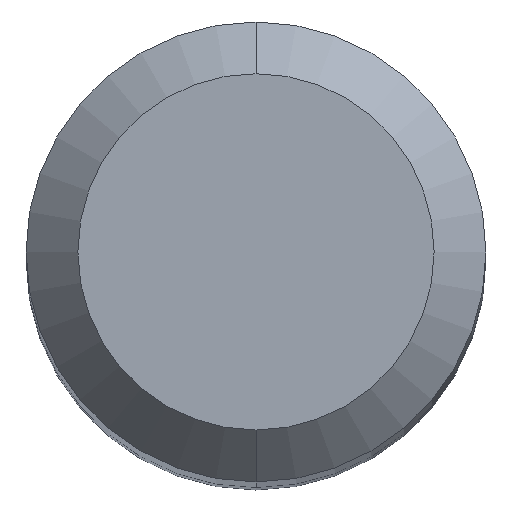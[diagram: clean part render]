
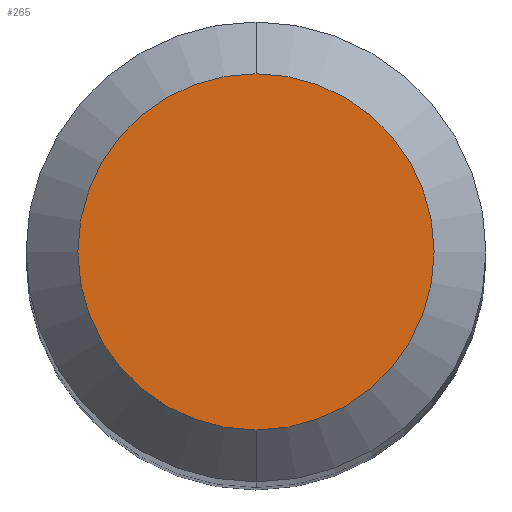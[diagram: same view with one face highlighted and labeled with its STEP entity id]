
A CAD part, top view. The second image highlights one B-rep face of the part: STEP entity #265.
In plain terms, the highlighted planar face has unit normal (0, 0, 1).
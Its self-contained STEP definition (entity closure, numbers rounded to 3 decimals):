
#1 = DIRECTION ( 'NONE',  ( 0., 0., -1. ) ) ;
#26 = ORIENTED_EDGE ( 'NONE', *, *, #219, .F. ) ;
#27 = DIRECTION ( 'NONE',  ( 0., 1., 0. ) ) ;
#47 = DIRECTION ( 'NONE',  ( 0., 1., 0. ) ) ;
#66 = AXIS2_PLACEMENT_3D ( 'NONE', #306, #223, #27 ) ;
#73 = DIRECTION ( 'NONE',  ( 0., 0., -1. ) ) ;
#79 = DIRECTION ( 'NONE',  ( 0., 1., 0. ) ) ;
#88 = ORIENTED_EDGE ( 'NONE', *, *, #127, .F. ) ;
#106 = CARTESIAN_POINT ( 'NONE',  ( 0., 0., 74. ) ) ;
#127 = EDGE_CURVE ( 'NONE', #164, #292, #301, .T. ) ;
#129 = FACE_OUTER_BOUND ( 'NONE', #172, .T. ) ;
#164 = VERTEX_POINT ( 'NONE', #247 ) ;
#167 = CIRCLE ( 'NONE', #66, 2.75 ) ;
#172 = EDGE_LOOP ( 'NONE', ( #88, #26 ) ) ;
#182 = CARTESIAN_POINT ( 'NONE',  ( 0., -2.75, 74. ) ) ;
#200 = PLANE ( 'NONE',  #244 ) ;
#219 = EDGE_CURVE ( 'NONE', #292, #164, #167, .T. ) ;
#223 = DIRECTION ( 'NONE',  ( 0., 0., -1. ) ) ;
#244 = AXIS2_PLACEMENT_3D ( 'NONE', #106, #73, #79 ) ;
#247 = CARTESIAN_POINT ( 'NONE',  ( 0., 2.75, 74. ) ) ;
#265 = ADVANCED_FACE ( 'NONE', ( #129 ), #200, .F. ) ;
#292 = VERTEX_POINT ( 'NONE', #182 ) ;
#301 = CIRCLE ( 'NONE', #326, 2.75 ) ;
#306 = CARTESIAN_POINT ( 'NONE',  ( 0., 0., 74. ) ) ;
#326 = AXIS2_PLACEMENT_3D ( 'NONE', #331, #1, #47 ) ;
#331 = CARTESIAN_POINT ( 'NONE',  ( 0., 0., 74. ) ) ;
